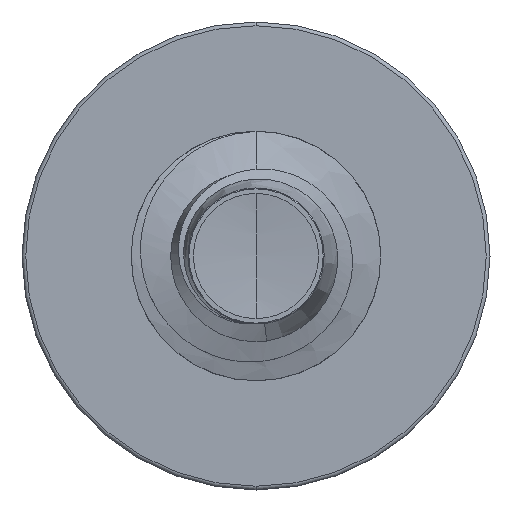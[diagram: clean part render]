
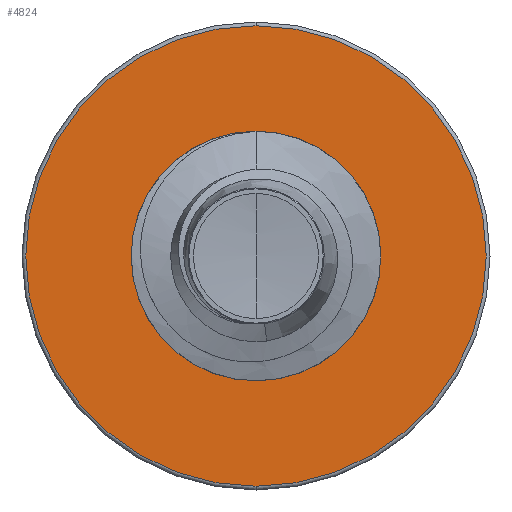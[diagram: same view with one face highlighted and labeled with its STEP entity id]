
A CAD part, front view. The second image highlights one B-rep face of the part: STEP entity #4824.
In plain terms, the highlighted planar face has unit normal (0, -1, 0).
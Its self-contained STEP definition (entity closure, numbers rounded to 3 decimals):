
#61 = CIRCLE ( 'NONE', #219, 3.69 ) ;
#66 = AXIS2_PLACEMENT_3D ( 'NONE', #10186, #10113, #10091 ) ;
#89 = DIRECTION ( 'NONE',  ( 0., 0., 1. ) ) ;
#219 = AXIS2_PLACEMENT_3D ( 'NONE', #15352, #8964, #89 ) ;
#251 = CIRCLE ( 'NONE', #7287, 1.989 ) ;
#1293 = EDGE_LOOP ( 'NONE', ( #5390, #5628 ) ) ;
#1368 = VERTEX_POINT ( 'NONE', #1420 ) ;
#1420 = CARTESIAN_POINT ( 'NONE',  ( 0., 11., 3.69 ) ) ;
#1526 = CARTESIAN_POINT ( 'NONE',  ( 0., 11., 0. ) ) ;
#3093 = DIRECTION ( 'NONE',  ( 0., 0., 1. ) ) ;
#4704 = DIRECTION ( 'NONE',  ( 0., 1., 0. ) ) ;
#4824 = ADVANCED_FACE ( 'NONE', ( #6387, #10066 ), #10260, .F. ) ;
#4969 = DIRECTION ( 'NONE',  ( 0., 1., 0. ) ) ;
#5127 = EDGE_LOOP ( 'NONE', ( #5193, #5245 ) ) ;
#5193 = ORIENTED_EDGE ( 'NONE', *, *, #14975, .F. ) ;
#5245 = ORIENTED_EDGE ( 'NONE', *, *, #14678, .F. ) ;
#5390 = ORIENTED_EDGE ( 'NONE', *, *, #15183, .T. ) ;
#5628 = ORIENTED_EDGE ( 'NONE', *, *, #9801, .T. ) ;
#5754 = VERTEX_POINT ( 'NONE', #7927 ) ;
#6171 = CARTESIAN_POINT ( 'NONE',  ( 0., 11., 1.989 ) ) ;
#6387 = FACE_OUTER_BOUND ( 'NONE', #5127, .T. ) ;
#7107 = VERTEX_POINT ( 'NONE', #8329 ) ;
#7287 = AXIS2_PLACEMENT_3D ( 'NONE', #12735, #4969, #13742 ) ;
#7927 = CARTESIAN_POINT ( 'NONE',  ( 0., 11., -1.989 ) ) ;
#8329 = CARTESIAN_POINT ( 'NONE',  ( 0., 11., -3.69 ) ) ;
#8964 = DIRECTION ( 'NONE',  ( 0., 1., 0. ) ) ;
#9801 = EDGE_CURVE ( 'NONE', #5754, #10181, #15373, .T. ) ;
#10066 = FACE_BOUND ( 'NONE', #1293, .T. ) ;
#10091 = DIRECTION ( 'NONE',  ( 0., 0., 1. ) ) ;
#10113 = DIRECTION ( 'NONE',  ( 0., 1., 0. ) ) ;
#10181 = VERTEX_POINT ( 'NONE', #6171 ) ;
#10186 = CARTESIAN_POINT ( 'NONE',  ( 0., 11., -1.989 ) ) ;
#10260 = PLANE ( 'NONE',  #66 ) ;
#11381 = DIRECTION ( 'NONE',  ( 0., 1., 0. ) ) ;
#12455 = AXIS2_PLACEMENT_3D ( 'NONE', #12549, #4704, #13589 ) ;
#12549 = CARTESIAN_POINT ( 'NONE',  ( 0., 11., 0. ) ) ;
#12735 = CARTESIAN_POINT ( 'NONE',  ( 0., 11., 0. ) ) ;
#13589 = DIRECTION ( 'NONE',  ( 0., 0., 1. ) ) ;
#13742 = DIRECTION ( 'NONE',  ( 0., 0., 1. ) ) ;
#13858 = CIRCLE ( 'NONE', #15134, 3.69 ) ;
#14678 = EDGE_CURVE ( 'NONE', #7107, #1368, #13858, .T. ) ;
#14975 = EDGE_CURVE ( 'NONE', #1368, #7107, #61, .T. ) ;
#15134 = AXIS2_PLACEMENT_3D ( 'NONE', #1526, #11381, #3093 ) ;
#15183 = EDGE_CURVE ( 'NONE', #10181, #5754, #251, .T. ) ;
#15352 = CARTESIAN_POINT ( 'NONE',  ( 0., 11., 0. ) ) ;
#15373 = CIRCLE ( 'NONE', #12455, 1.989 ) ;
